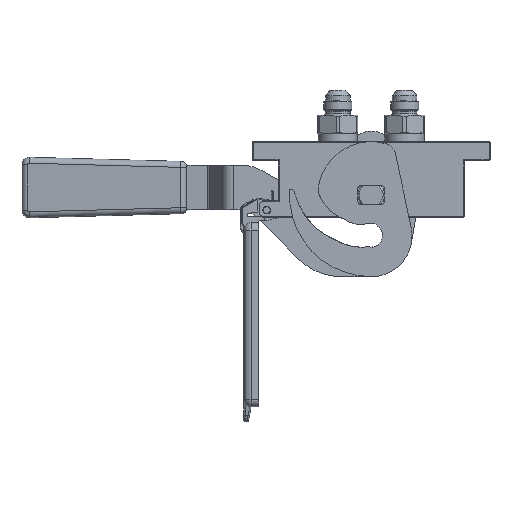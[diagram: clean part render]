
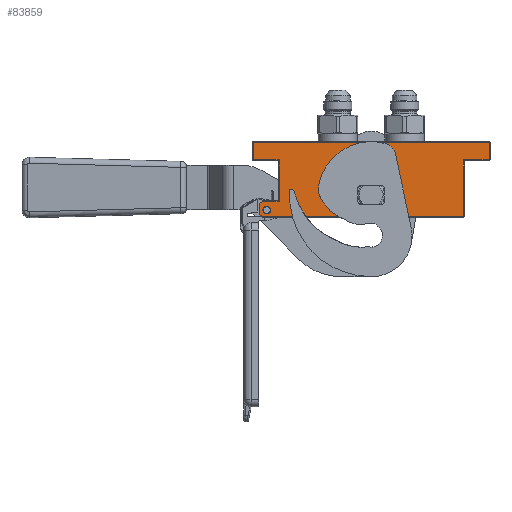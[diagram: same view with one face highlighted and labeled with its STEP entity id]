
A CAD part, front view. The second image highlights one B-rep face of the part: STEP entity #83859.
In plain terms, the highlighted planar face has unit normal (0, -1, 0).
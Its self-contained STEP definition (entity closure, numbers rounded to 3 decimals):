
#639 = AXIS2_PLACEMENT_3D ( 'NONE', #68623, #53465, #17406 ) ;
#1010 = CARTESIAN_POINT ( 'NONE',  ( 79.5, 0., -0.5 ) ) ;
#1296 = LINE ( 'NONE', #54107, #77780 ) ;
#2021 = VERTEX_POINT ( 'NONE', #42344 ) ;
#2606 = VECTOR ( 'NONE', #2853, 1000. ) ;
#2853 = DIRECTION ( 'NONE',  ( 0., 0., -1. ) ) ;
#3259 = LINE ( 'NONE', #81949, #80842 ) ;
#3866 = EDGE_LOOP ( 'NONE', ( #83760, #67154 ) ) ;
#3917 = LINE ( 'NONE', #79523, #60727 ) ;
#4207 = EDGE_CURVE ( 'NONE', #66130, #95394, #87227, .T. ) ;
#4359 = EDGE_CURVE ( 'NONE', #45165, #39094, #59408, .T. ) ;
#4890 = CARTESIAN_POINT ( 'NONE',  ( -70.3, 0., -46.3 ) ) ;
#5498 = VECTOR ( 'NONE', #46988, 1000. ) ;
#7186 = EDGE_CURVE ( 'NONE', #23620, #19771, #45312, .T. ) ;
#7487 = CARTESIAN_POINT ( 'NONE',  ( 79.5, 0., -12.5 ) ) ;
#7896 = CARTESIAN_POINT ( 'NONE',  ( -62., 0., -40.5 ) ) ;
#10091 = CARTESIAN_POINT ( 'NONE',  ( 62., 0., -12.5 ) ) ;
#10129 = FACE_OUTER_BOUND ( 'NONE', #82976, .T. ) ;
#10989 = LINE ( 'NONE', #7896, #95740 ) ;
#11214 = ORIENTED_EDGE ( 'NONE', *, *, #81267, .T. ) ;
#12831 = CARTESIAN_POINT ( 'NONE',  ( -70.3, 0., -46.3 ) ) ;
#13370 = CARTESIAN_POINT ( 'NONE',  ( 0., 0., -47.4 ) ) ;
#15329 = AXIS2_PLACEMENT_3D ( 'NONE', #37951, #30757, #83180 ) ;
#15598 = EDGE_CURVE ( 'NONE', #17941, #2021, #84947, .T. ) ;
#17406 = DIRECTION ( 'NONE',  ( 0., 0., 1. ) ) ;
#17941 = VERTEX_POINT ( 'NONE', #1010 ) ;
#19771 = VERTEX_POINT ( 'NONE', #76909 ) ;
#20700 = CARTESIAN_POINT ( 'NONE',  ( -73.293, 0., -50.8 ) ) ;
#21694 = CIRCLE ( 'NONE', #47188, 2.55 ) ;
#22240 = EDGE_CURVE ( 'NONE', #39383, #61043, #78258, .T. ) ;
#23467 = ORIENTED_EDGE ( 'NONE', *, *, #49854, .F. ) ;
#23620 = VERTEX_POINT ( 'NONE', #26333 ) ;
#24262 = CARTESIAN_POINT ( 'NONE',  ( -75., 0., -42.207 ) ) ;
#25433 = VERTEX_POINT ( 'NONE', #29408 ) ;
#26333 = CARTESIAN_POINT ( 'NONE',  ( -75., 0., -42.207 ) ) ;
#27290 = VECTOR ( 'NONE', #54545, 1000. ) ;
#29253 = EDGE_CURVE ( 'NONE', #58697, #51862, #91866, .T. ) ;
#29408 = CARTESIAN_POINT ( 'NONE',  ( -75., 0., -49.093 ) ) ;
#30757 = DIRECTION ( 'NONE',  ( 0., 1., 0. ) ) ;
#31730 = CARTESIAN_POINT ( 'NONE',  ( -62., 0., -12.5 ) ) ;
#32196 = DIRECTION ( 'NONE',  ( 0., 1., 0. ) ) ;
#32270 = ORIENTED_EDGE ( 'NONE', *, *, #42892, .T. ) ;
#33079 = EDGE_CURVE ( 'NONE', #46076, #25433, #3259, .T. ) ;
#33340 = FACE_BOUND ( 'NONE', #80114, .T. ) ;
#33383 = DIRECTION ( 'NONE',  ( -1., 0., 0. ) ) ;
#34324 = AXIS2_PLACEMENT_3D ( 'NONE', #96061, #32196, #83996 ) ;
#35803 = ORIENTED_EDGE ( 'NONE', *, *, #86565, .T. ) ;
#37235 = VECTOR ( 'NONE', #67437, 1000. ) ;
#37951 = CARTESIAN_POINT ( 'NONE',  ( 0., 0., -36.1 ) ) ;
#38423 = DIRECTION ( 'NONE',  ( -1., 0., 0. ) ) ;
#38440 = LINE ( 'NONE', #52288, #37235 ) ;
#39094 = VERTEX_POINT ( 'NONE', #81056 ) ;
#39383 = VERTEX_POINT ( 'NONE', #10091 ) ;
#39491 = CARTESIAN_POINT ( 'NONE',  ( -79.5, 0., -12.5 ) ) ;
#39630 = VERTEX_POINT ( 'NONE', #81273 ) ;
#40197 = ORIENTED_EDGE ( 'NONE', *, *, #70698, .T. ) ;
#40274 = CARTESIAN_POINT ( 'NONE',  ( 62., 0., -12.5 ) ) ;
#41047 = CARTESIAN_POINT ( 'NONE',  ( -72.85, 0., -46.3 ) ) ;
#41198 = LINE ( 'NONE', #20700, #78171 ) ;
#42074 = DIRECTION ( 'NONE',  ( -1., 0., 0. ) ) ;
#42079 = EDGE_CURVE ( 'NONE', #39094, #19771, #10989, .T. ) ;
#42344 = CARTESIAN_POINT ( 'NONE',  ( -79.5, 0., -0.5 ) ) ;
#42892 = EDGE_CURVE ( 'NONE', #46076, #39630, #41198, .T. ) ;
#45165 = VERTEX_POINT ( 'NONE', #80651 ) ;
#45312 = LINE ( 'NONE', #24262, #93969 ) ;
#46076 = VERTEX_POINT ( 'NONE', #73992 ) ;
#46988 = DIRECTION ( 'NONE',  ( 1., 0., 0. ) ) ;
#47188 = AXIS2_PLACEMENT_3D ( 'NONE', #4890, #56776, #70689 ) ;
#47355 = DIRECTION ( 'NONE',  ( 0.707, 0., 0.707 ) ) ;
#47425 = DIRECTION ( 'NONE',  ( 0., 0., 1. ) ) ;
#49227 = ORIENTED_EDGE ( 'NONE', *, *, #15598, .T. ) ;
#49854 = EDGE_CURVE ( 'NONE', #51862, #58697, #21694, .T. ) ;
#51059 = ORIENTED_EDGE ( 'NONE', *, *, #55701, .T. ) ;
#51222 = ORIENTED_EDGE ( 'NONE', *, *, #22240, .T. ) ;
#51862 = VERTEX_POINT ( 'NONE', #80568 ) ;
#52288 = CARTESIAN_POINT ( 'NONE',  ( -79.5, 0., -0.5 ) ) ;
#53465 = DIRECTION ( 'NONE',  ( 0., 1., 0. ) ) ;
#54107 = CARTESIAN_POINT ( 'NONE',  ( -75., 0., -42.207 ) ) ;
#54545 = DIRECTION ( 'NONE',  ( 1., 0., 0. ) ) ;
#55402 = FACE_BOUND ( 'NONE', #3866, .T. ) ;
#55701 = EDGE_CURVE ( 'NONE', #2021, #71799, #38440, .T. ) ;
#56776 = DIRECTION ( 'NONE',  ( 0., -1., 0. ) ) ;
#56831 = ORIENTED_EDGE ( 'NONE', *, *, #29253, .F. ) ;
#57360 = CARTESIAN_POINT ( 'NONE',  ( 0., 0., -24.8 ) ) ;
#58697 = VERTEX_POINT ( 'NONE', #41047 ) ;
#59023 = ORIENTED_EDGE ( 'NONE', *, *, #4359, .T. ) ;
#59408 = LINE ( 'NONE', #31730, #2606 ) ;
#60057 = PLANE ( 'NONE',  #34324 ) ;
#60727 = VECTOR ( 'NONE', #87356, 1000. ) ;
#61043 = VERTEX_POINT ( 'NONE', #78173 ) ;
#61888 = EDGE_CURVE ( 'NONE', #95394, #66130, #68509, .T. ) ;
#62378 = ORIENTED_EDGE ( 'NONE', *, *, #42079, .T. ) ;
#64668 = LINE ( 'NONE', #39491, #5498 ) ;
#66130 = VERTEX_POINT ( 'NONE', #13370 ) ;
#67154 = ORIENTED_EDGE ( 'NONE', *, *, #4207, .T. ) ;
#67437 = DIRECTION ( 'NONE',  ( 0., 0., -1. ) ) ;
#67554 = VECTOR ( 'NONE', #33383, 1000. ) ;
#68509 = CIRCLE ( 'NONE', #639, 11.3 ) ;
#68623 = CARTESIAN_POINT ( 'NONE',  ( 0., 0., -36.1 ) ) ;
#70689 = DIRECTION ( 'NONE',  ( 1., 0., 0. ) ) ;
#70698 = EDGE_CURVE ( 'NONE', #39630, #39383, #3917, .T. ) ;
#70799 = ORIENTED_EDGE ( 'NONE', *, *, #95836, .T. ) ;
#71799 = VERTEX_POINT ( 'NONE', #74301 ) ;
#73992 = CARTESIAN_POINT ( 'NONE',  ( -73.293, 0., -50.8 ) ) ;
#74301 = CARTESIAN_POINT ( 'NONE',  ( -79.5, 0., -12.5 ) ) ;
#76066 = DIRECTION ( 'NONE',  ( 0., 0., -1. ) ) ;
#76565 = AXIS2_PLACEMENT_3D ( 'NONE', #12831, #78906, #42074 ) ;
#76909 = CARTESIAN_POINT ( 'NONE',  ( -73.293, 0., -40.5 ) ) ;
#77780 = VECTOR ( 'NONE', #76066, 1000. ) ;
#78171 = VECTOR ( 'NONE', #86824, 1000. ) ;
#78173 = CARTESIAN_POINT ( 'NONE',  ( 79.5, 0., -12.5 ) ) ;
#78258 = LINE ( 'NONE', #40274, #27290 ) ;
#78906 = DIRECTION ( 'NONE',  ( 0., -1., 0. ) ) ;
#79523 = CARTESIAN_POINT ( 'NONE',  ( 62., 0., -50.8 ) ) ;
#80114 = EDGE_LOOP ( 'NONE', ( #56831, #23467 ) ) ;
#80568 = CARTESIAN_POINT ( 'NONE',  ( -67.75, 0., -46.3 ) ) ;
#80651 = CARTESIAN_POINT ( 'NONE',  ( -62., 0., -12.5 ) ) ;
#80842 = VECTOR ( 'NONE', #89456, 1000. ) ;
#81056 = CARTESIAN_POINT ( 'NONE',  ( -62., 0., -40.5 ) ) ;
#81267 = EDGE_CURVE ( 'NONE', #23620, #25433, #1296, .T. ) ;
#81273 = CARTESIAN_POINT ( 'NONE',  ( 62., 0., -50.8 ) ) ;
#81633 = LINE ( 'NONE', #7487, #89790 ) ;
#81949 = CARTESIAN_POINT ( 'NONE',  ( -73.293, 0., -50.8 ) ) ;
#82976 = EDGE_LOOP ( 'NONE', ( #70799, #59023, #62378, #89367, #11214, #88144, #32270, #40197, #51222, #35803, #49227, #51059 ) ) ;
#83180 = DIRECTION ( 'NONE',  ( 0., 0., -1. ) ) ;
#83760 = ORIENTED_EDGE ( 'NONE', *, *, #61888, .T. ) ;
#83859 = ADVANCED_FACE ( 'NONE', ( #10129, #55402, #33340 ), #60057, .F. ) ;
#83996 = DIRECTION ( 'NONE',  ( 1., 0., 0. ) ) ;
#84947 = LINE ( 'NONE', #86162, #67554 ) ;
#86162 = CARTESIAN_POINT ( 'NONE',  ( 79.5, 0., -0.5 ) ) ;
#86565 = EDGE_CURVE ( 'NONE', #61043, #17941, #81633, .T. ) ;
#86824 = DIRECTION ( 'NONE',  ( 1., 0., 0. ) ) ;
#87227 = CIRCLE ( 'NONE', #15329, 11.3 ) ;
#87356 = DIRECTION ( 'NONE',  ( 0., 0., 1. ) ) ;
#88144 = ORIENTED_EDGE ( 'NONE', *, *, #33079, .F. ) ;
#89367 = ORIENTED_EDGE ( 'NONE', *, *, #7186, .F. ) ;
#89456 = DIRECTION ( 'NONE',  ( -0.707, 0., 0.707 ) ) ;
#89790 = VECTOR ( 'NONE', #47425, 1000. ) ;
#91866 = CIRCLE ( 'NONE', #76565, 2.55 ) ;
#93969 = VECTOR ( 'NONE', #47355, 1000. ) ;
#95394 = VERTEX_POINT ( 'NONE', #57360 ) ;
#95740 = VECTOR ( 'NONE', #38423, 1000. ) ;
#95836 = EDGE_CURVE ( 'NONE', #71799, #45165, #64668, .T. ) ;
#96061 = CARTESIAN_POINT ( 'NONE',  ( 0., 0., 0. ) ) ;
